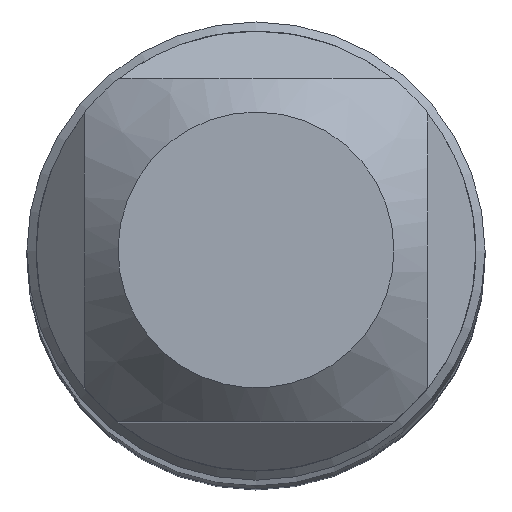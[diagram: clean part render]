
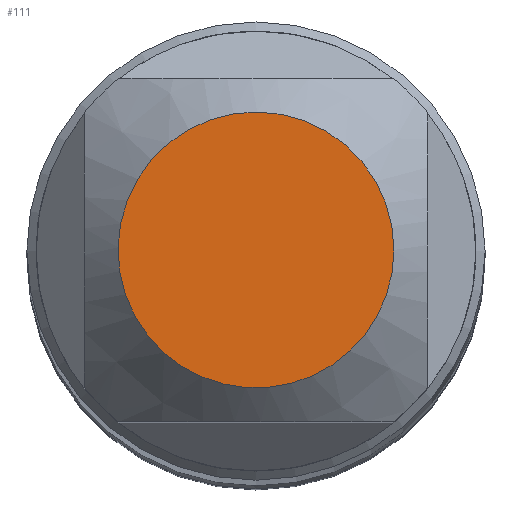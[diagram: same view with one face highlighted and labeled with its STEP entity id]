
A CAD part, top view. The second image highlights one B-rep face of the part: STEP entity #111.
In plain terms, the highlighted planar face has unit normal (0, 0, 1).
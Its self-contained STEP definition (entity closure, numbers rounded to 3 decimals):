
#42=PLANE('',#433);
#54=FACE_OUTER_BOUND('',#176,.T.);
#111=ADVANCED_FACE('',(#54),#42,.F.);
#176=EDGE_LOOP('',(#236));
#236=ORIENTED_EDGE('',*,*,#304,.T.);
#274=VERTEX_POINT('',#599);
#304=EDGE_CURVE('',#274,#274,#342,.T.);
#342=CIRCLE('',#409,1.682);
#409=AXIS2_PLACEMENT_3D('',#598,#467,#468);
#433=AXIS2_PLACEMENT_3D('',#678,#523,#524);
#467=DIRECTION('',(0.,0.,1.));
#468=DIRECTION('',(1.,0.,0.));
#523=DIRECTION('',(0.,0.,-1.));
#524=DIRECTION('',(-1.,0.,0.));
#598=CARTESIAN_POINT('',(0.,0.,0.));
#599=CARTESIAN_POINT('',(1.682,0.,0.));
#678=CARTESIAN_POINT('',(2.994,0.,0.));
